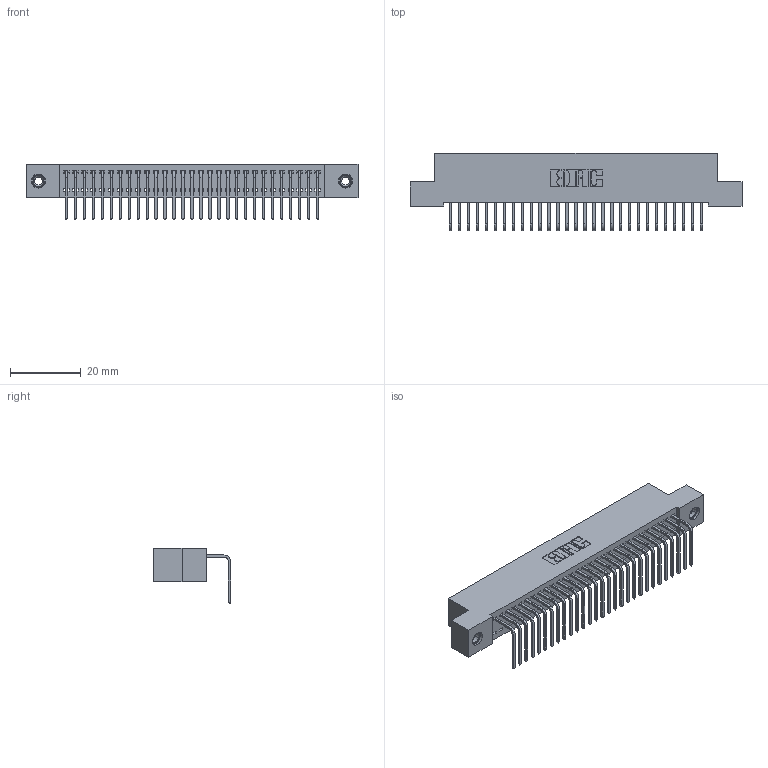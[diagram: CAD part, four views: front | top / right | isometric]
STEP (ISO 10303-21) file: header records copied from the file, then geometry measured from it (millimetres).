
FILE_DESCRIPTION (( 'STEP AP203' ), '1' );
FILE_NAME ('392-029-558-108.STEP', '2019-10-07T13:04:43', ( '' ), ( '' ), 'SwSTEP 2.0', 'SolidWorks 2016', '' );
FILE_SCHEMA (( 'CONFIG_CONTROL_DESIGN' ));
Length unit declared in the file: inch
Products named in the file (4): 392-029-558-108; 342 Part_TI; 345-292-001_558 Tail - 2; 345-250-001_345-250-003-102
Assembly tree (32 placements, depth 2):
  392-029-558-108
    342 Part_TI
    345-292-001_558 Tail - 2  x29
    345-250-001_345-250-003-102  x2
Bounding box: 93.98 x 21.91 x 15.62 mm (x, y, z)
Volume: 8283.2 mm3; surface area: 12487.4 mm2
Topology: 32 solids, 32 shells, 1910 faces, 5713 edges, 3762 vertices
Faces by surface type: plane 1374, cylinder 520, cone 12, torus 4
Entity records: 20548 total; most frequent: CARTESIAN_POINT 3528, ORIENTED_EDGE 3486, DIRECTION 3035, EDGE_CURVE 1743, VECTOR 1595, LINE 1595, VERTEX_POINT 1156, AXIS2_PLACEMENT_3D 720
